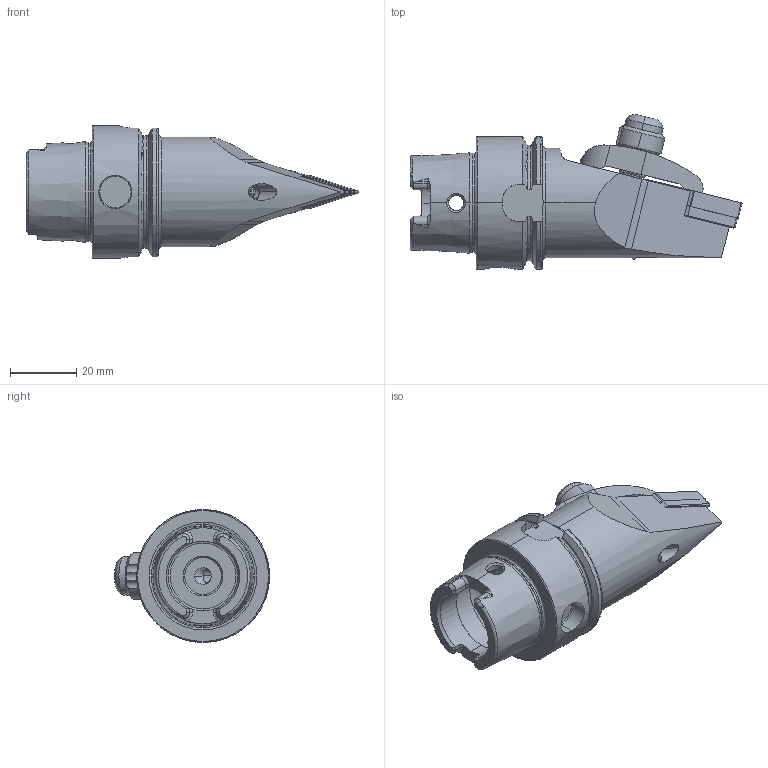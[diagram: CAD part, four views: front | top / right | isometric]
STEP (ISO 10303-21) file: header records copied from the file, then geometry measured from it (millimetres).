
FILE_DESCRIPTION (( 'STEP AP203' ), '1' );
FILE_NAME ('HA4.KVD.NVA.080.STEP', '2018-02-12T15:59:12', ( 'SWIAdmin' ), ( 'Hewlett-Packard Company' ), 'SwSTEP 2.0', 'SolidWorks 2017', '' );
FILE_SCHEMA (( 'CONFIG_CONTROL_DESIGN' ));
Length unit declared in the file: millimetre
Products named in the file (10): HA4-KVD.NVA.080_A_Fertigbearbeitung; VNMG160404; WCC-ER5.102.005_A; WVD-ER2.101.003_A; WCC-ER4.103.032_A; WCB-ER2.001.009_A; KVT_MB_600_050; WCC-ER3.102.029_C; HA4.KVD.NVA.080; WCC-ER5.102.012_B
Assembly tree (9 placements, depth 2):
  HA4.KVD.NVA.080
    HA4-KVD.NVA.080_A_Fertigbearbeitung
    VNMG160404
    WVD-ER2.101.003_A
    WCB-ER2.001.009_A
    WCC-ER3.102.029_C
    WCC-ER5.102.012_B
    WCC-ER5.102.005_A
    WCC-ER4.103.032_A
    KVT_MB_600_050
Bounding box: 99.9 x 46.63 x 40 mm (x, y, z)
Volume: 53367 mm3; surface area: 19492.8 mm2
Topology: 10 solids, 10 shells, 458 faces, 1151 edges, 701 vertices
Faces by surface type: cylinder 151, plane 122, cone 103, torus 62, bspline 16, sphere 4
Entity records: 16723 total; most frequent: CARTESIAN_POINT 5034, ORIENTED_EDGE 2264, DIRECTION 2225, EDGE_CURVE 1132, AXIS2_PLACEMENT_3D 897, VERTEX_POINT 698, EDGE_LOOP 486, ADVANCED_FACE 458
